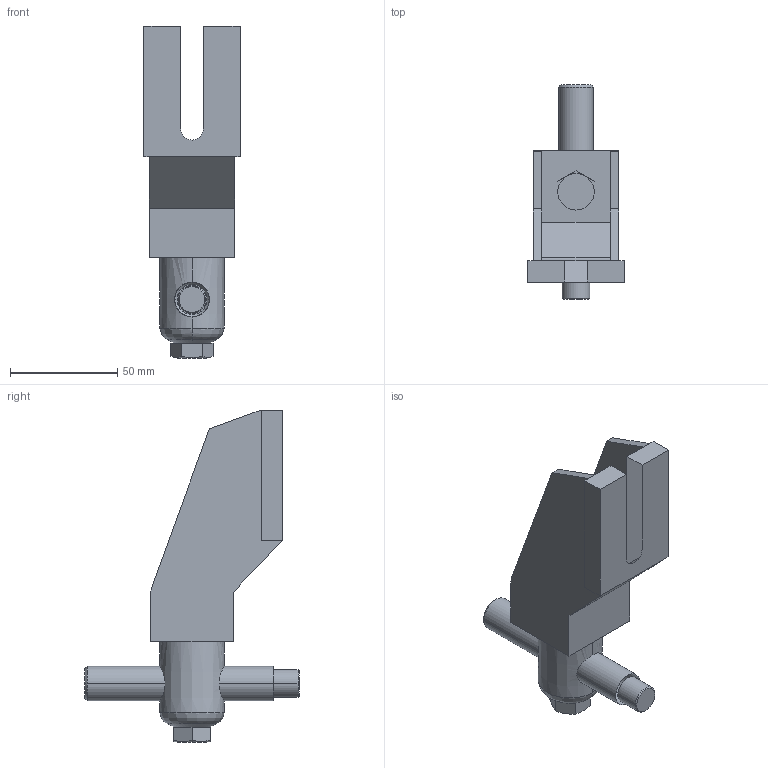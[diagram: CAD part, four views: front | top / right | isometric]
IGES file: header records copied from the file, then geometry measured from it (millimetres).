
Start section:  PTC IGES file: S017864815.igs
Global section: file name: S017864815.igs; native system: Pro/ENGINEER by Parametric Technology Corporation; preprocessor: 2009380; author: RCRU51; organization: Rex Nord Marbet spa; date: 20100512.144118; units: millimetre
Bounding box: 45 x 100 x 155 mm (x, y, z)
Surface area: 36684.3 mm2 (no closed solid volume)
Topology: 0 solids, 0 shells, 53 faces, 264 edges, 264 vertices
Faces by surface type: bspline 34, revolution 19
